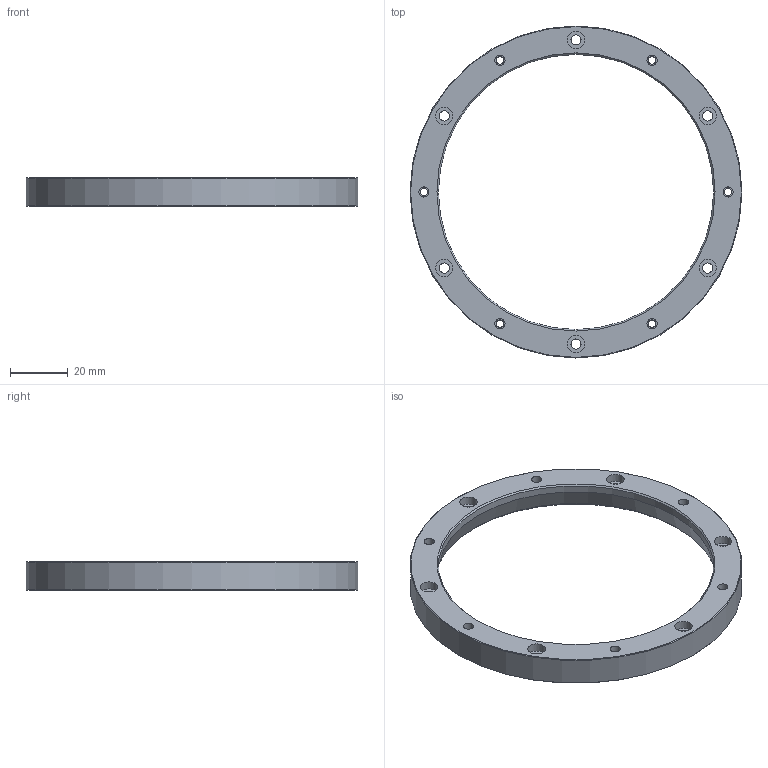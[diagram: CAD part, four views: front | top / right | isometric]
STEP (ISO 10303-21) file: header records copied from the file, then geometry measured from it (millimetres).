
FILE_DESCRIPTION(/* description */ (''),/* implementation_level */ '2;1');
FILE_NAME(/* name */ 'M_9559_1014_03_F.stp',/* time_stamp */ '2010-03-01T15:28:43+00:00',/* author */ (''),/* organization */ (''),/* preprocessor_version */ 'ST-DEVELOPER v11',/* originating_system */ 'SIEMENS UGS NX 6.0',/* authorisation */ '');
FILE_SCHEMA (('AUTOMOTIVE_DESIGN { 1 0 10303 214 1 1 1 1 }'));
Length unit declared in the file: millimetre
Products named in the file (1): M-9559-1014-03_F
Bounding box: 114.6 x 114.6 x 10 mm (x, y, z)
Volume: 28749.3 mm3; surface area: 13478 mm2
Topology: 1 solids, 1 shells, 45 faces, 129 edges, 117 vertices
Faces by surface type: cylinder 26, plane 14, cone 5
Full cylindrical faces by diameter (mm): 2.6 x6, 3.5 x12, 6 x6, 95.02 x1, 114.6 x1
Entity records: 1383 total; most frequent: DIRECTION 254, CARTESIAN_POINT 191, AXIS2_PLACEMENT_3D 121, FACE_BOUND 114, EDGE_LOOP 114, ORIENTED_EDGE 114, CIRCLE 75, VERTEX_POINT 57
